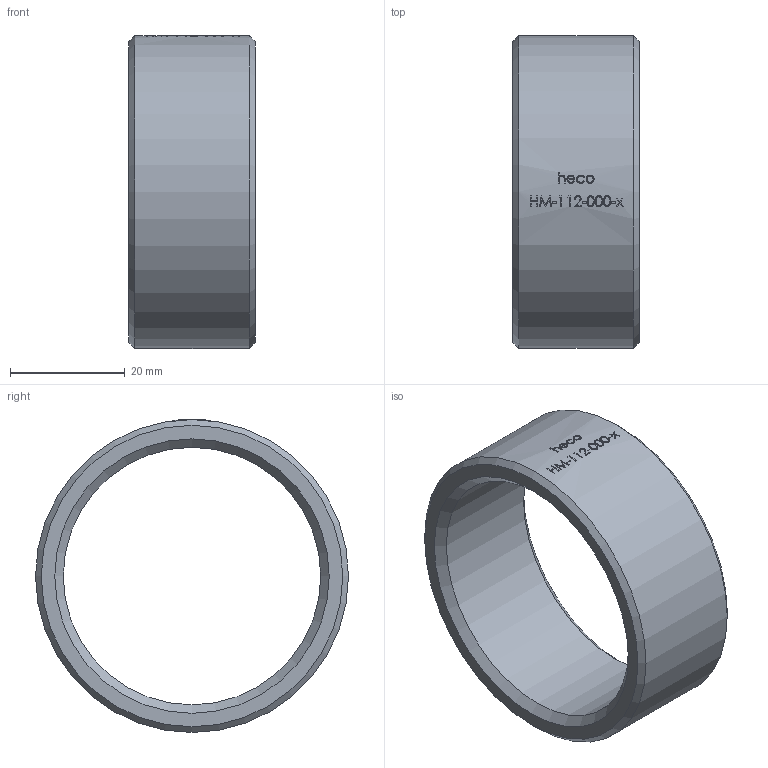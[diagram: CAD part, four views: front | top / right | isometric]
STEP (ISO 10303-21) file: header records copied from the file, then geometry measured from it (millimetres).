
FILE_DESCRIPTION (( 'STEP AP214' ), '1' );
FILE_NAME ('HM-112-000-x halbe Muffe 2305.STEP', '2023-05-05T09:20:06', ( '' ), ( '' ), 'SwSTEP 2.0', 'SolidWorks 2019', '' );
FILE_SCHEMA (( 'AUTOMOTIVE_DESIGN' ));
Length unit declared in the file: millimetre
Products named in the file (1): HM-112-000-x halbe Muffe 2305
Bounding box: 22 x 54.5 x 54.53 mm (x, y, z)
Volume: 16089.6 mm3; surface area: 7935.4 mm2
Topology: 1 solids, 1 shells, 177 faces, 458 edges, 304 vertices
Faces by surface type: plane 82, bspline 68, cylinder 23, cone 4
Full cylindrical faces by diameter (mm): 44.845 x1, 54.5 x1
Entity records: 9694 total; most frequent: CARTESIAN_POINT 4052, ORIENTED_EDGE 904, DIRECTION 542, EDGE_CURVE 452, VERTEX_POINT 304, LINE 218, VECTOR 218, EDGE_LOOP 206
